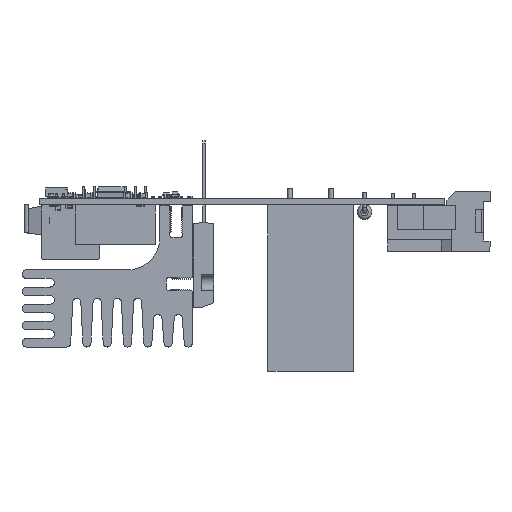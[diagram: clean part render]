
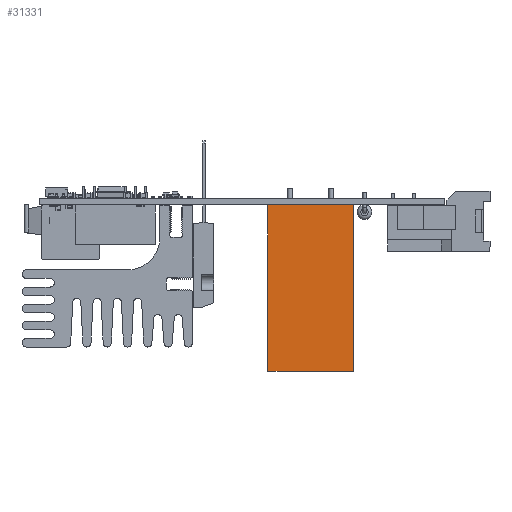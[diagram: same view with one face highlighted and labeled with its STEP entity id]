
A CAD part, front view. The second image highlights one B-rep face of the part: STEP entity #31331.
In plain terms, the highlighted face is planar.
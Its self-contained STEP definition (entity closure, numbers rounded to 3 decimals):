
#31007 = VERTEX_POINT('',#31008);
#31008 = CARTESIAN_POINT('',(43.,0.,0.));
#31014 = EDGE_CURVE('',#31015,#31007,#31017,.T.);
#31015 = VERTEX_POINT('',#31016);
#31016 = CARTESIAN_POINT('',(43.,0.,21.));
#31017 = LINE('',#31018,#31019);
#31018 = CARTESIAN_POINT('',(43.,0.,21.));
#31019 = VECTOR('',#31020,1.);
#31020 = DIRECTION('',(-0.,-0.,-1.));
#31076 = EDGE_CURVE('',#31015,#31077,#31079,.T.);
#31077 = VERTEX_POINT('',#31078);
#31078 = CARTESIAN_POINT('',(43.,41.,21.));
#31079 = LINE('',#31080,#31081);
#31080 = CARTESIAN_POINT('',(43.,0.,21.));
#31081 = VECTOR('',#31082,1.);
#31082 = DIRECTION('',(0.,1.,0.));
#31154 = VERTEX_POINT('',#31155);
#31155 = CARTESIAN_POINT('',(43.,41.,0.));
#31161 = EDGE_CURVE('',#31007,#31154,#31162,.T.);
#31162 = LINE('',#31163,#31164);
#31163 = CARTESIAN_POINT('',(43.,0.,0.));
#31164 = VECTOR('',#31165,1.);
#31165 = DIRECTION('',(0.,1.,0.));
#31331 = ADVANCED_FACE('',(#31332),#31343,.F.);
#31332 = FACE_BOUND('',#31333,.T.);
#31333 = EDGE_LOOP('',(#31334,#31335,#31341,#31342));
#31334 = ORIENTED_EDGE('',*,*,#31161,.T.);
#31335 = ORIENTED_EDGE('',*,*,#31336,.F.);
#31336 = EDGE_CURVE('',#31077,#31154,#31337,.T.);
#31337 = LINE('',#31338,#31339);
#31338 = CARTESIAN_POINT('',(43.,41.,21.));
#31339 = VECTOR('',#31340,1.);
#31340 = DIRECTION('',(-0.,-0.,-1.));
#31341 = ORIENTED_EDGE('',*,*,#31076,.F.);
#31342 = ORIENTED_EDGE('',*,*,#31014,.T.);
#31343 = PLANE('',#31344);
#31344 = AXIS2_PLACEMENT_3D('',#31345,#31346,#31347);
#31345 = CARTESIAN_POINT('',(43.,0.,21.));
#31346 = DIRECTION('',(-1.,0.,0.));
#31347 = DIRECTION('',(0.,0.,1.));
